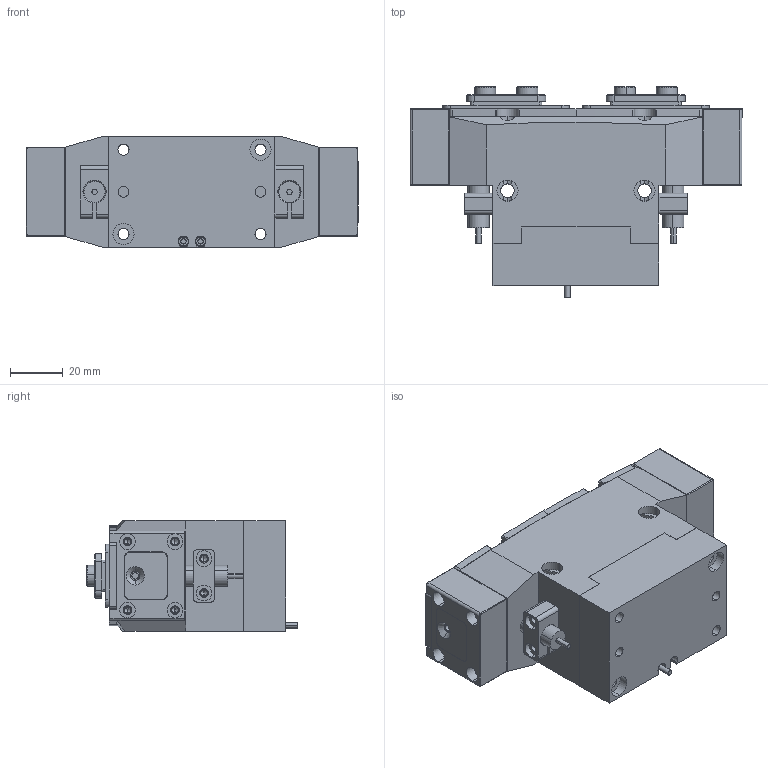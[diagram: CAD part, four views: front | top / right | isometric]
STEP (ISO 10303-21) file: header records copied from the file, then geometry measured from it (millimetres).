
FILE_DESCRIPTION (( 'STEP AP203' ), '1' );
FILE_NAME ('FR33-96-P-NC.STEP', '2025-01-17T08:00:24', ( 'USER-' ), ( 'Microsoft' ), 'SwSTEP 2.0', 'SolidWorks 2018', '' );
FILE_SCHEMA (( 'CONFIG_CONTROL_DESIGN' ));
Length unit declared in the file: millimetre
Products named in the file (19): 奻葡裔啣; 16x8-R1.5; 埴翐芛_GB_FASTENER_SCREWS_HSHCS M2X8-N; 褲极; 揤輸杅耀.sldasm-Part-9; TR30-80 杅耀.sldasm-Part-25; ﾏ擎ﾗ8｡ﾁ6｡ﾁ12; FR33-96-P; 棠羲換覜ん; 耜猾极; 痄雄結啣; 晊扥极; TRT33-96; 忒硌薊啣; 揤輸蚾饜极; FR33-96-P-NC; P-GS-T-01 喘倛蚚標釱; 賑輸; 耜猾苤裔
Assembly tree (31 placements, depth 5):
  FR33-96-P-NC
    FR33-96-P
      耜猾极  x2
      奻葡裔啣
      忒硌薊啣  x2
      痄雄結啣  x2
      耜猾苤裔  x2
      TRT33-96
        褲极
        賑輸  x2
        棠羲換覜ん  x2
        16x8-R1.5
        TR30-80 杅耀.sldasm-Part-25  x2
        揤輸蚾饜极  x2
          揤輸杅耀.sldasm-Part-9
          埴翐芛_GB_FASTENER_SCREWS_HSHCS M2X8-N
        P-GS-T-01 喘倛蚚標釱  x2
      ﾏ擎ﾗ8｡ﾁ6｡ﾁ12  x4
    晊扥极
Bounding box: 126 x 79.93 x 42.1 mm (x, y, z)
Volume: 222347.1 mm3; surface area: 87912.2 mm2
Topology: 30 solids, 36 shells, 1705 faces, 4408 edges, 2788 vertices
Faces by surface type: plane 784, cylinder 538, cone 220, bspline 155, torus 8
Entity records: 46749 total; most frequent: CARTESIAN_POINT 13731, ORIENTED_EDGE 6518, DIRECTION 6042, EDGE_CURVE 3259, VERTEX_POINT 2125, VECTOR 2030, LINE 2030, AXIS2_PLACEMENT_3D 2006
